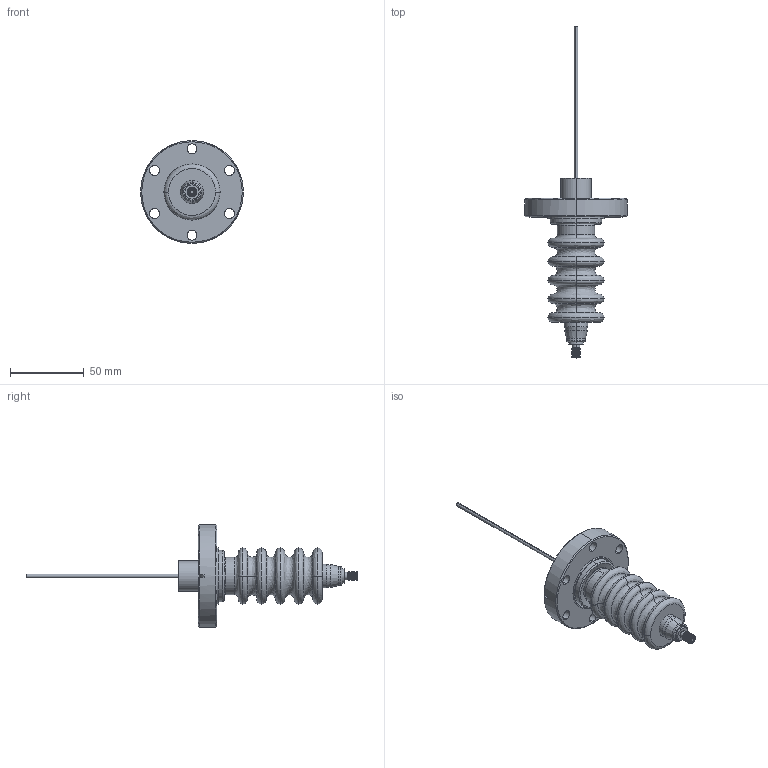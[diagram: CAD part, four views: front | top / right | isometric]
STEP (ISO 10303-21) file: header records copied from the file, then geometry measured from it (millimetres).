
FILE_DESCRIPTION (( 'STEP AP214' ), '1' );
FILE_NAME ('420XST040-30-30-1.step', '2017-07-10T09:37:58', ( 'install' ), ( '' ), 'SwSTEP 2.0', 'SolidWorks 2015', '' );
FILE_SCHEMA (( 'AUTOMOTIVE_DESIGN' ));
Length unit declared in the file: inch
Products named in the file (1): 420XST040-30-30-1
Bounding box: 69.85 x 225.55 x 69.85 mm (x, y, z)
Volume: 92993.9 mm3; surface area: 33065.7 mm2
Topology: 1 solids, 1 shells, 190 faces, 438 edges, 268 vertices
Faces by surface type: cone 68, cylinder 54, bspline 42, plane 26
Entity records: 8700 total; most frequent: CARTESIAN_POINT 1823, DIRECTION 1004, ORIENTED_EDGE 876, EDGE_CURVE 438, AXIS2_PLACEMENT_3D 437, CIRCLE 288, VERTEX_POINT 268, EDGE_LOOP 220
